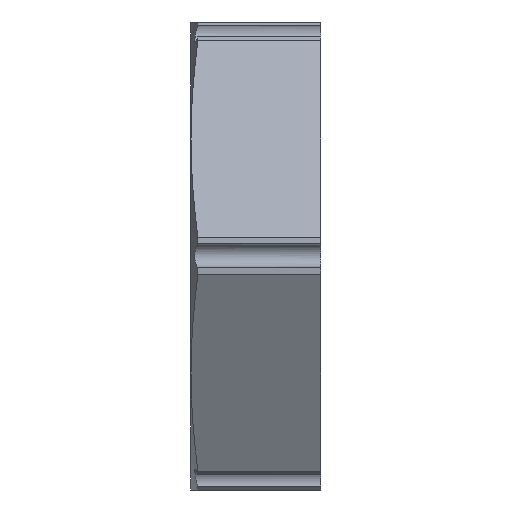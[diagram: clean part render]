
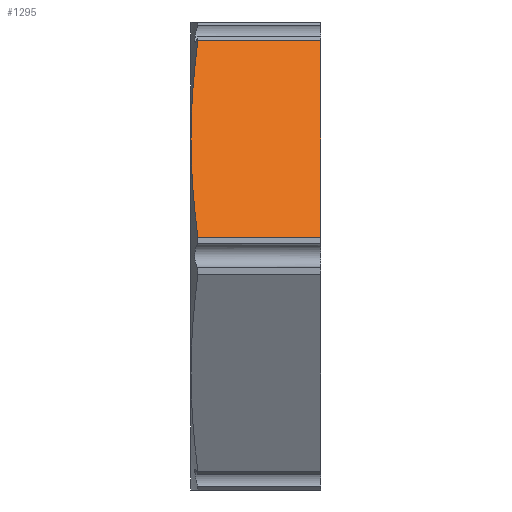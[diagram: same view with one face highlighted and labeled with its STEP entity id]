
A CAD part, left-side view. The second image highlights one B-rep face of the part: STEP entity #1295.
In plain terms, the highlighted planar face has unit normal (-0.866, 0, 0.5).
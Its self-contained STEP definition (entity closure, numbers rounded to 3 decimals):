
#91=DIRECTION('',(-0.5,0.,-0.866));
#92=VECTOR('',#91,8.718);
#93=CARTESIAN_POINT('',(-5.615,0.,8.275));
#94=LINE('',#93,#92);
#238=CARTESIAN_POINT('',(-9.974,4.732,0.725));
#239=CARTESIAN_POINT('',(-9.853,4.76,0.935));
#240=CARTESIAN_POINT('',(-9.61,4.813,1.354));
#241=CARTESIAN_POINT('',(-9.247,4.88,1.983));
#242=CARTESIAN_POINT('',(-8.885,4.933,2.611));
#243=CARTESIAN_POINT('',(-8.521,4.971,3.242));
#244=CARTESIAN_POINT('',(-8.157,4.995,3.871));
#245=CARTESIAN_POINT('',(-7.915,5.,4.29));
#246=CARTESIAN_POINT('',(-7.794,5.,4.5));
#585=CARTESIAN_POINT('',(-7.794,5.,4.5));
#586=CARTESIAN_POINT('',(-7.673,5.,4.71));
#587=CARTESIAN_POINT('',(-7.431,4.995,5.129));
#588=CARTESIAN_POINT('',(-7.068,4.971,5.758));
#589=CARTESIAN_POINT('',(-6.703,4.933,6.389));
#590=CARTESIAN_POINT('',(-6.341,4.88,7.017));
#591=CARTESIAN_POINT('',(-5.978,4.813,7.646));
#592=CARTESIAN_POINT('',(-5.736,4.76,8.065));
#593=CARTESIAN_POINT('',(-5.615,4.732,8.275));
#609=DIRECTION('',(0.,-1.,0.));
#610=VECTOR('',#609,4.732);
#611=CARTESIAN_POINT('',(-5.615,4.732,8.275));
#612=LINE('',#611,#610);
#613=DIRECTION('',(0.,1.,0.));
#614=VECTOR('',#613,4.732);
#615=CARTESIAN_POINT('',(-9.974,0.,0.725));
#616=LINE('',#615,#614);
#676=CARTESIAN_POINT('',(-7.794,5.,4.5));
#677=VERTEX_POINT('',#676);
#682=CARTESIAN_POINT('',(-9.974,4.732,0.725));
#683=VERTEX_POINT('',#682);
#733=CARTESIAN_POINT('',(-9.974,0.,0.725));
#735=VERTEX_POINT('',#733);
#751=VERTEX_POINT('',#593);
#772=CARTESIAN_POINT('',(-5.615,0.,8.275));
#773=VERTEX_POINT('',#772);
#1282=CARTESIAN_POINT('',(-9.974,5.,0.725));
#1283=DIRECTION('',(0.866,0.,-0.5));
#1284=DIRECTION('',(-0.5,0.,-0.866));
#1285=AXIS2_PLACEMENT_3D('',#1282,#1283,#1284);
#1286=PLANE('',#1285);
#1288=ORIENTED_EDGE('',*,*,#1287,.T.);
#1289=ORIENTED_EDGE('',*,*,#922,.T.);
#1290=ORIENTED_EDGE('',*,*,#1262,.T.);
#1291=ORIENTED_EDGE('',*,*,#1276,.T.);
#1292=ORIENTED_EDGE('',*,*,#838,.T.);
#1293=EDGE_LOOP('',(#1288,#1289,#1290,#1291,#1292));
#1294=FACE_OUTER_BOUND('',#1293,.F.);
#1295=ADVANCED_FACE('',(#1294),#1286,.F.);
#247=B_SPLINE_CURVE_WITH_KNOTS('',3,(#238,#239,#240,#241,#242,#243,#244,#245,
#246),.UNSPECIFIED.,.F.,.F.,(4,1,1,1,1,1,4),(0.,0.167,
0.333,0.5,0.667,0.833,1.),
.UNSPECIFIED.);
#594=B_SPLINE_CURVE_WITH_KNOTS('',3,(#585,#586,#587,#588,#589,#590,#591,#592,
#593),.UNSPECIFIED.,.F.,.F.,(4,1,1,1,1,1,4),(0.,0.167,
0.333,0.5,0.667,0.833,1.),
.UNSPECIFIED.);
#838=EDGE_CURVE('',#773,#735,#94,.T.);
#922=EDGE_CURVE('',#683,#677,#247,.T.);
#1262=EDGE_CURVE('',#677,#751,#594,.T.);
#1276=EDGE_CURVE('',#751,#773,#612,.T.);
#1287=EDGE_CURVE('',#735,#683,#616,.T.);
